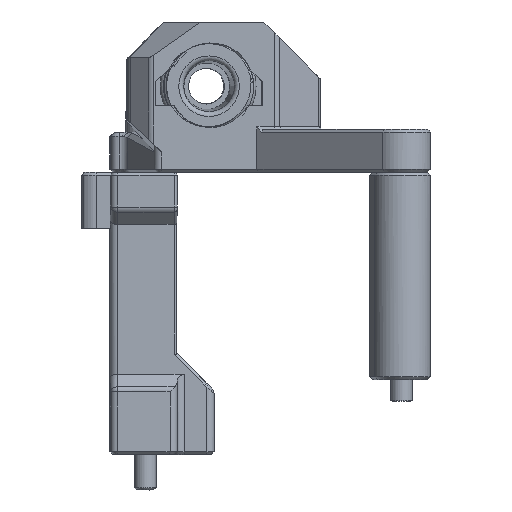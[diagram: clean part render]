
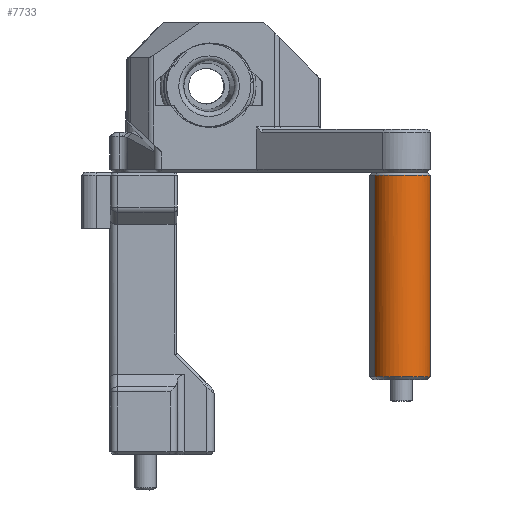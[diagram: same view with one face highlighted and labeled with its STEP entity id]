
A CAD part, front view. The second image highlights one B-rep face of the part: STEP entity #7733.
In plain terms, the highlighted cylindrical face has radius 4 mm (diameter 8 mm), a partial arc.
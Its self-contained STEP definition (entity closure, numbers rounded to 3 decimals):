
#195=B_SPLINE_CURVE_WITH_KNOTS('',3,(#16100,#16101,#16102,#16103,#16104,
#16105,#16106,#16107,#16108,#16109),.UNSPECIFIED.,.F.,.F.,(4,1,1,1,1,1,
1,4),(-6.771,-6.173,-5.575,-4.976,
-4.378,-3.779,-3.181,-2.583),
 .UNSPECIFIED.);
#196=B_SPLINE_CURVE_WITH_KNOTS('',3,(#16124,#16125,#16126,#16127,#16128,
#16129,#16130,#16131,#16132,#16133),.UNSPECIFIED.,.F.,.F.,(4,1,1,1,1,1,
1,4),(-3.701,-3.102,-2.504,-1.905,
-1.307,-0.709,-0.11,0.488),
 .UNSPECIFIED.);
#610=CYLINDRICAL_SURFACE('',#8370,4.);
#1007=FACE_OUTER_BOUND('',#1473,.T.);
#1473=EDGE_LOOP('',(#5765,#5766,#5767,#5768));
#1918=LINE('',#16117,#2517);
#1921=LINE('',#16123,#2520);
#2517=VECTOR('',#9349,10.);
#2520=VECTOR('',#9354,10.);
#3398=VERTEX_POINT('',#16097);
#3399=VERTEX_POINT('',#16099);
#3400=VERTEX_POINT('',#16116);
#3402=VERTEX_POINT('',#16122);
#4276=EDGE_CURVE('',#3398,#3399,#195,.T.);
#4280=EDGE_CURVE('',#3399,#3400,#1918,.T.);
#4283=EDGE_CURVE('',#3398,#3402,#1921,.T.);
#4284=EDGE_CURVE('',#3400,#3402,#196,.T.);
#5765=ORIENTED_EDGE('',*,*,#4276,.F.);
#5766=ORIENTED_EDGE('',*,*,#4283,.T.);
#5767=ORIENTED_EDGE('',*,*,#4284,.F.);
#5768=ORIENTED_EDGE('',*,*,#4280,.F.);
#7733=ADVANCED_FACE('',(#1007),#610,.T.);
#8370=AXIS2_PLACEMENT_3D('',#16121,#9352,#9353);
#9349=DIRECTION('',(0.,-1.,0.));
#9352=DIRECTION('center_axis',(0.,-1.,0.));
#9353=DIRECTION('ref_axis',(-0.035,0.,0.999));
#9354=DIRECTION('',(0.,-1.,0.));
#16097=CARTESIAN_POINT('',(-26.16,51.2,81.12));
#16099=CARTESIAN_POINT('',(-19.232,51.2,81.12));
#16100=CARTESIAN_POINT('Ctrl Pts',(-26.16,51.2,81.12));
#16101=CARTESIAN_POINT('Ctrl Pts',(-26.559,51.2,81.811));
#16102=CARTESIAN_POINT('Ctrl Pts',(-26.93,51.2,83.437));
#16103=CARTESIAN_POINT('Ctrl Pts',(-26.018,51.2,85.769));
#16104=CARTESIAN_POINT('Ctrl Pts',(-23.948,51.2,87.176));
#16105=CARTESIAN_POINT('Ctrl Pts',(-21.444,51.2,87.179));
#16106=CARTESIAN_POINT('Ctrl Pts',(-19.377,51.2,85.767));
#16107=CARTESIAN_POINT('Ctrl Pts',(-18.461,51.2,83.438));
#16108=CARTESIAN_POINT('Ctrl Pts',(-18.833,51.2,81.811));
#16109=CARTESIAN_POINT('Ctrl Pts',(-19.232,51.2,81.12));
#16116=CARTESIAN_POINT('',(-19.232,23.,81.12));
#16117=CARTESIAN_POINT('',(-19.232,52.05,81.12));
#16121=CARTESIAN_POINT('Origin',(-22.696,52.05,83.12));
#16122=CARTESIAN_POINT('',(-26.16,23.,81.12));
#16123=CARTESIAN_POINT('',(-26.16,52.05,81.12));
#16124=CARTESIAN_POINT('Ctrl Pts',(-19.232,23.,81.12));
#16125=CARTESIAN_POINT('Ctrl Pts',(-18.833,23.,81.811));
#16126=CARTESIAN_POINT('Ctrl Pts',(-18.462,23.,83.437));
#16127=CARTESIAN_POINT('Ctrl Pts',(-19.375,23.,85.769));
#16128=CARTESIAN_POINT('Ctrl Pts',(-21.445,23.,87.176));
#16129=CARTESIAN_POINT('Ctrl Pts',(-23.948,23.,87.179));
#16130=CARTESIAN_POINT('Ctrl Pts',(-26.017,23.,85.767));
#16131=CARTESIAN_POINT('Ctrl Pts',(-26.93,23.,83.437));
#16132=CARTESIAN_POINT('Ctrl Pts',(-26.559,23.,81.811));
#16133=CARTESIAN_POINT('Ctrl Pts',(-26.16,23.,81.12));
